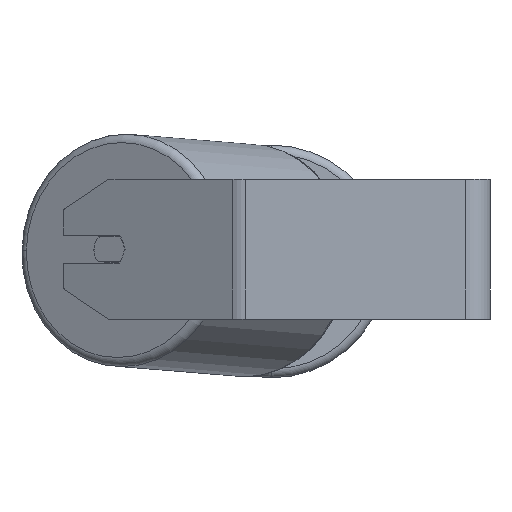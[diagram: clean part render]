
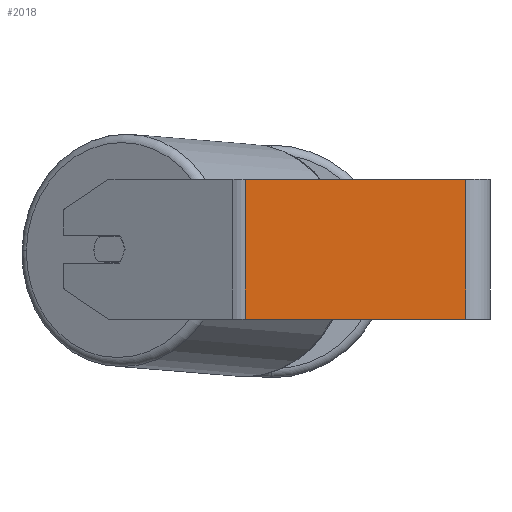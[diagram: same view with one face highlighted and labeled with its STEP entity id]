
A CAD part, left-side view. The second image highlights one B-rep face of the part: STEP entity #2018.
In plain terms, the highlighted planar face has unit normal (-1, 0, 0).
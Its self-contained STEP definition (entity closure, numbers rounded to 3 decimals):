
#45 = DIRECTION ( 'NONE',  ( 1., 0., 0. ) ) ;
#295 = VERTEX_POINT ( 'NONE', #2559 ) ;
#974 = DIRECTION ( 'NONE',  ( 0., -1., 0. ) ) ;
#1022 = EDGE_CURVE ( 'NONE', #1760, #5432, #5032, .T. ) ;
#1133 = CARTESIAN_POINT ( 'NONE',  ( -295., 14., -40. ) ) ;
#1365 = CARTESIAN_POINT ( 'NONE',  ( -295., 143.662, 40. ) ) ;
#1570 = ORIENTED_EDGE ( 'NONE', *, *, #2695, .T. ) ;
#1760 = VERTEX_POINT ( 'NONE', #5385 ) ;
#2001 = LINE ( 'NONE', #1365, #7700 ) ;
#2018 = ADVANCED_FACE ( 'NONE', ( #6540 ), #2043, .F. ) ;
#2043 = PLANE ( 'NONE',  #5856 ) ;
#2359 = LINE ( 'NONE', #7475, #4269 ) ;
#2387 = CARTESIAN_POINT ( 'NONE',  ( -295., 139.91, 40. ) ) ;
#2559 = CARTESIAN_POINT ( 'NONE',  ( -295., 139.91, -40. ) ) ;
#2624 = CARTESIAN_POINT ( 'NONE',  ( -295., 143.662, 40. ) ) ;
#2695 = EDGE_CURVE ( 'NONE', #295, #5432, #2863, .T. ) ;
#2863 = LINE ( 'NONE', #5999, #7119 ) ;
#3344 = DIRECTION ( 'NONE',  ( 0., 0., -1. ) ) ;
#3609 = ORIENTED_EDGE ( 'NONE', *, *, #4851, .F. ) ;
#3645 = CARTESIAN_POINT ( 'NONE',  ( -295., 14., 40. ) ) ;
#3652 = EDGE_CURVE ( 'NONE', #5778, #295, #2359, .T. ) ;
#3841 = ORIENTED_EDGE ( 'NONE', *, *, #3652, .T. ) ;
#4269 = VECTOR ( 'NONE', #5546, 1000. ) ;
#4851 = EDGE_CURVE ( 'NONE', #5778, #1760, #2001, .T. ) ;
#5032 = LINE ( 'NONE', #3645, #5190 ) ;
#5190 = VECTOR ( 'NONE', #7013, 1000. ) ;
#5385 = CARTESIAN_POINT ( 'NONE',  ( -295., 14., 40. ) ) ;
#5432 = VERTEX_POINT ( 'NONE', #1133 ) ;
#5546 = DIRECTION ( 'NONE',  ( 0., 0., -1. ) ) ;
#5584 = EDGE_LOOP ( 'NONE', ( #1570, #5759, #3609, #3841 ) ) ;
#5759 = ORIENTED_EDGE ( 'NONE', *, *, #1022, .F. ) ;
#5778 = VERTEX_POINT ( 'NONE', #2387 ) ;
#5856 = AXIS2_PLACEMENT_3D ( 'NONE', #2624, #45, #3344 ) ;
#5999 = CARTESIAN_POINT ( 'NONE',  ( -295., 143.662, -40. ) ) ;
#6540 = FACE_OUTER_BOUND ( 'NONE', #5584, .T. ) ;
#6541 = DIRECTION ( 'NONE',  ( 0., -1., 0. ) ) ;
#7013 = DIRECTION ( 'NONE',  ( 0., 0., -1. ) ) ;
#7119 = VECTOR ( 'NONE', #974, 1000. ) ;
#7475 = CARTESIAN_POINT ( 'NONE',  ( -295., 139.91, 40. ) ) ;
#7700 = VECTOR ( 'NONE', #6541, 1000. ) ;
